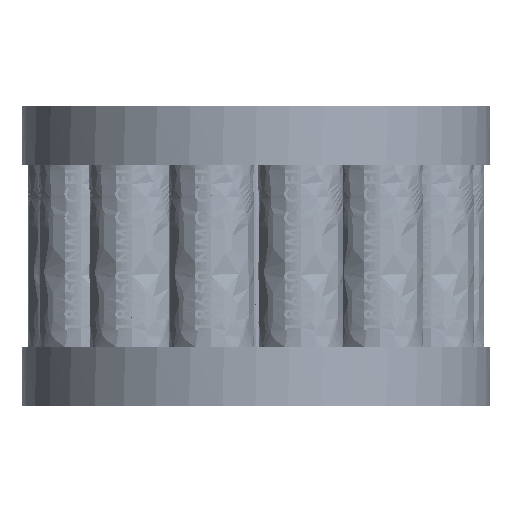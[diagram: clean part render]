
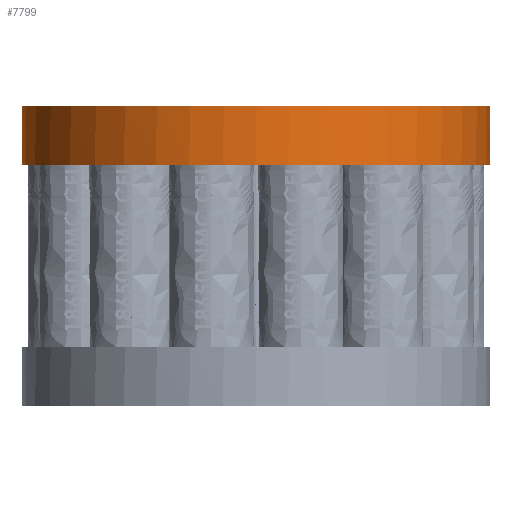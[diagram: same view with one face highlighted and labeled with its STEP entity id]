
A CAD part, front view. The second image highlights one B-rep face of the part: STEP entity #7799.
In plain terms, the highlighted free-form (B-spline) face has degree [2, 1] with [5, 2] control points.
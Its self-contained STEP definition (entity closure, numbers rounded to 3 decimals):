
#7799 = ADVANCED_FACE('',(#7800),#7836,.T.);
#7800 = FACE_BOUND('',#7801,.T.);
#7801 = EDGE_LOOP('',(#7802,#7814,#7821,#7831));
#7802 = ORIENTED_EDGE('',*,*,#7803,.F.);
#7803 = EDGE_CURVE('',#7804,#7806,#7808,.T.);
#7804 = VERTEX_POINT('',#7805);
#7805 = CARTESIAN_POINT('',(661.137,921.048,
    1372.16));
#7806 = VERTEX_POINT('',#7807);
#7807 = CARTESIAN_POINT('',(769.512,921.048,
    1372.16));
#7808 = ( BOUNDED_CURVE() B_SPLINE_CURVE(2,(#7809,#7810,#7811,#7812,
#7813),.UNSPECIFIED.,.F.,.F.) B_SPLINE_CURVE_WITH_KNOTS((3,2,3),(
    3.142,4.712,6.283),
.PIECEWISE_BEZIER_KNOTS.) CURVE() GEOMETRIC_REPRESENTATION_ITEM() 
RATIONAL_B_SPLINE_CURVE((1.,0.707,1.,0.707,1.)) 
REPRESENTATION_ITEM('') );
#7809 = CARTESIAN_POINT('',(661.137,921.048,
    1372.16));
#7810 = CARTESIAN_POINT('',(661.137,866.861,
    1372.16));
#7811 = CARTESIAN_POINT('',(715.324,866.861,
    1372.16));
#7812 = CARTESIAN_POINT('',(769.512,866.861,
    1372.16));
#7813 = CARTESIAN_POINT('',(769.512,921.048,
    1372.16));
#7814 = ORIENTED_EDGE('',*,*,#7815,.F.);
#7815 = EDGE_CURVE('',#7816,#7804,#7818,.T.);
#7816 = VERTEX_POINT('',#7817);
#7817 = CARTESIAN_POINT('',(661.137,921.048,
    1385.707));
#7818 = B_SPLINE_CURVE_WITH_KNOTS('',1,(#7819,#7820),.UNSPECIFIED.,.F.,
  .F.,(2,2),(0.,12.7),.PIECEWISE_BEZIER_KNOTS.);
#7819 = CARTESIAN_POINT('',(661.137,921.048,
    1385.707));
#7820 = CARTESIAN_POINT('',(661.137,921.048,
    1372.16));
#7821 = ORIENTED_EDGE('',*,*,#7822,.F.);
#7822 = EDGE_CURVE('',#7823,#7816,#7825,.T.);
#7823 = VERTEX_POINT('',#7824);
#7824 = CARTESIAN_POINT('',(769.512,921.048,
    1385.707));
#7825 = ( BOUNDED_CURVE() B_SPLINE_CURVE(2,(#7826,#7827,#7828,#7829,
#7830),.UNSPECIFIED.,.F.,.F.) B_SPLINE_CURVE_WITH_KNOTS((3,2,3),(0.,
1.571,3.142),.PIECEWISE_BEZIER_KNOTS.) CURVE() 
GEOMETRIC_REPRESENTATION_ITEM() RATIONAL_B_SPLINE_CURVE((1.,
0.707,1.,0.707,1.)) REPRESENTATION_ITEM('') );
#7826 = CARTESIAN_POINT('',(769.512,921.048,
    1385.707));
#7827 = CARTESIAN_POINT('',(769.512,866.861,
    1385.707));
#7828 = CARTESIAN_POINT('',(715.324,866.861,
    1385.707));
#7829 = CARTESIAN_POINT('',(661.137,866.861,
    1385.707));
#7830 = CARTESIAN_POINT('',(661.137,921.048,
    1385.707));
#7831 = ORIENTED_EDGE('',*,*,#7832,.F.);
#7832 = EDGE_CURVE('',#7806,#7823,#7833,.T.);
#7833 = B_SPLINE_CURVE_WITH_KNOTS('',1,(#7834,#7835),.UNSPECIFIED.,.F.,
  .F.,(2,2),(0.,12.7),.PIECEWISE_BEZIER_KNOTS.);
#7834 = CARTESIAN_POINT('',(769.512,921.048,
    1372.16));
#7835 = CARTESIAN_POINT('',(769.512,921.048,
    1385.707));
#7836 = ( BOUNDED_SURFACE() B_SPLINE_SURFACE(2,1,(
    (#7837,#7838)
    ,(#7839,#7840)
    ,(#7841,#7842)
    ,(#7843,#7844)
    ,(#7845,#7846
)),.UNSPECIFIED.,.F.,.F.,.F.) B_SPLINE_SURFACE_WITH_KNOTS((3,2,3),(2,2),
  (0.,1.571,3.142),(0.,12.7),.PIECEWISE_BEZIER_KNOTS.) 
GEOMETRIC_REPRESENTATION_ITEM() RATIONAL_B_SPLINE_SURFACE((
    (1.,1.)
    ,(0.707,0.707)
    ,(1.,1.)
    ,(0.707,0.707)
,(1.,1.))) REPRESENTATION_ITEM('') SURFACE() );
#7837 = CARTESIAN_POINT('',(661.137,921.048,
    1385.707));
#7838 = CARTESIAN_POINT('',(661.137,921.048,
    1372.16));
#7839 = CARTESIAN_POINT('',(661.137,866.861,
    1385.707));
#7840 = CARTESIAN_POINT('',(661.137,866.861,
    1372.16));
#7841 = CARTESIAN_POINT('',(715.324,866.861,
    1385.707));
#7842 = CARTESIAN_POINT('',(715.324,866.861,
    1372.16));
#7843 = CARTESIAN_POINT('',(769.512,866.861,
    1385.707));
#7844 = CARTESIAN_POINT('',(769.512,866.861,
    1372.16));
#7845 = CARTESIAN_POINT('',(769.512,921.048,
    1385.707));
#7846 = CARTESIAN_POINT('',(769.512,921.048,
    1372.16));
